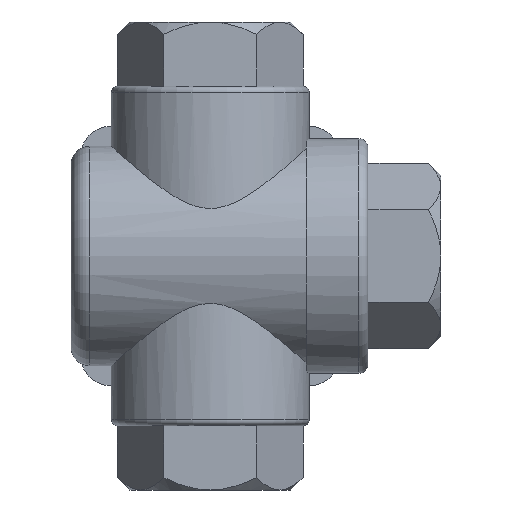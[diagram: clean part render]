
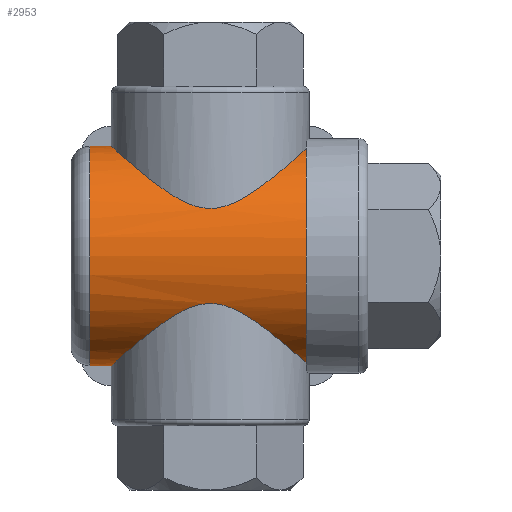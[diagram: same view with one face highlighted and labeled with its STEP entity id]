
A CAD part, front view. The second image highlights one B-rep face of the part: STEP entity #2953.
In plain terms, the highlighted cylindrical face has radius 17.75 mm (diameter 35.5 mm), a full revolution.
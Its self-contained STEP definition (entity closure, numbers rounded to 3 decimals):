
#35=B_SPLINE_CURVE_WITH_KNOTS('',3,(#4571,#4572,#4573,#4574,#4575,#4576,
#4577,#4578,#4579,#4580,#4581,#4582,#4583,#4584,#4585,#4586,#4587,#4588,
#4589,#4590,#4591,#4592,#4593,#4594),.UNSPECIFIED.,.F.,.F.,(4,1,1,1,1,1,
1,1,1,1,1,1,1,1,1,1,1,1,1,1,1,4),(0.,0.005,0.007,
0.009,0.014,0.018,0.02,
0.023,0.025,0.027,0.029,
0.032,0.034,0.036,0.041,
0.045,0.05,0.054,0.059,
0.063,0.068,0.072),.UNSPECIFIED.);
#37=B_SPLINE_CURVE_WITH_KNOTS('',3,(#4609,#4610,#4611,#4612,#4613,#4614,
#4615,#4616,#4617),.UNSPECIFIED.,.F.,.F.,(4,1,1,1,1,1,4),(0.005,
0.011,0.014,0.017,0.02,
0.023,0.028),.UNSPECIFIED.);
#38=B_SPLINE_CURVE_WITH_KNOTS('',3,(#4619,#4620,#4621,#4622,#4623,#4624,
#4625,#4626,#4627,#4628,#4629,#4630,#4631,#4632,#4633,#4634,#4635,#4636,
#4637,#4638,#4639,#4640),.UNSPECIFIED.,.F.,.F.,(4,1,1,1,1,1,1,1,1,1,1,1,
1,1,1,1,1,1,1,4),(0.029,0.033,0.038,
0.042,0.047,0.051,0.056,
0.06,0.065,0.069,0.072,
0.074,0.076,0.078,0.081,
0.083,0.087,0.092,0.097,
0.101),.UNSPECIFIED.);
#154=CYLINDRICAL_SURFACE('',#3197,17.75);
#230=CIRCLE('',#3198,17.75);
#231=CIRCLE('',#3199,17.75);
#486=ORIENTED_EDGE('',*,*,#1329,.T.);
#487=ORIENTED_EDGE('',*,*,#1334,.F.);
#488=ORIENTED_EDGE('',*,*,#1335,.T.);
#489=ORIENTED_EDGE('',*,*,#1336,.F.);
#490=ORIENTED_EDGE('',*,*,#1337,.T.);
#1329=EDGE_CURVE('',#1739,#1738,#35,.T.);
#1334=EDGE_CURVE('',#1743,#1738,#37,.T.);
#1335=EDGE_CURVE('',#1743,#1744,#38,.T.);
#1336=EDGE_CURVE('',#1739,#1744,#230,.T.);
#1337=EDGE_CURVE('',#1745,#1745,#231,.T.);
#1738=VERTEX_POINT('',#4570);
#1739=VERTEX_POINT('',#4595);
#1743=VERTEX_POINT('',#4618);
#1744=VERTEX_POINT('',#4641);
#1745=VERTEX_POINT('',#4644);
#2414=EDGE_LOOP('',(#486,#487,#488,#489));
#2415=EDGE_LOOP('',(#490));
#2637=FACE_BOUND('',#2414,.T.);
#2638=FACE_BOUND('',#2415,.T.);
#2953=ADVANCED_FACE('',(#2637,#2638),#154,.T.);
#3197=AXIS2_PLACEMENT_3D('',#4608,#3666,#3667);
#3198=AXIS2_PLACEMENT_3D('',#4642,#3668,#3669);
#3199=AXIS2_PLACEMENT_3D('',#4643,#3670,#3671);
#3666=DIRECTION('',(1.,0.,0.));
#3667=DIRECTION('',(0.,0.,-1.));
#3668=DIRECTION('',(1.,0.,0.));
#3669=DIRECTION('',(0.,0.,-1.));
#3670=DIRECTION('',(1.,0.,0.));
#3671=DIRECTION('',(0.,0.,-1.));
#4570=CARTESIAN_POINT('',(-5.059,15.179,9.201));
#4571=CARTESIAN_POINT('',(15.5,-3.969,17.301));
#4572=CARTESIAN_POINT('',(15.128,-5.422,16.967));
#4573=CARTESIAN_POINT('',(14.303,-7.403,16.231));
#4574=CARTESIAN_POINT('',(12.771,-9.71,14.901));
#4575=CARTESIAN_POINT('',(11.034,-11.716,13.431));
#4576=CARTESIAN_POINT('',(8.497,-13.737,11.394));
#4577=CARTESIAN_POINT('',(5.558,-15.111,9.372));
#4578=CARTESIAN_POINT('',(2.842,-15.796,8.111));
#4579=CARTESIAN_POINT('',(0.604,-16.044,7.593));
#4580=CARTESIAN_POINT('',(-1.697,-15.963,7.767));
#4581=CARTESIAN_POINT('',(-3.838,-15.58,8.527));
#4582=CARTESIAN_POINT('',(-5.778,-14.964,9.578));
#4583=CARTESIAN_POINT('',(-7.549,-14.15,10.751));
#4584=CARTESIAN_POINT('',(-9.178,-13.153,11.957));
#4585=CARTESIAN_POINT('',(-11.214,-11.54,13.573));
#4586=CARTESIAN_POINT('',(-13.379,-9.085,15.416));
#4587=CARTESIAN_POINT('',(-15.327,-5.26,17.142));
#4588=CARTESIAN_POINT('',(-16.203,-0.778,17.933));
#4589=CARTESIAN_POINT('',(-15.755,3.829,17.527));
#4590=CARTESIAN_POINT('',(-14.116,7.916,16.063));
#4591=CARTESIAN_POINT('',(-11.675,11.176,13.951));
#4592=CARTESIAN_POINT('',(-8.656,13.635,11.516));
#4593=CARTESIAN_POINT('',(-6.344,14.751,9.908));
#4594=CARTESIAN_POINT('',(-5.059,15.179,9.201));
#4595=CARTESIAN_POINT('',(15.5,-3.969,17.301));
#4608=CARTESIAN_POINT('',(25.5,0.,0.));
#4609=CARTESIAN_POINT('',(-5.059,15.179,-9.201));
#4610=CARTESIAN_POINT('',(-6.678,15.719,-8.311));
#4611=CARTESIAN_POINT('',(-8.715,16.728,-6.359));
#4612=CARTESIAN_POINT('',(-10.228,17.587,-2.892));
#4613=CARTESIAN_POINT('',(-10.634,17.83,-0.021));
#4614=CARTESIAN_POINT('',(-10.235,17.591,2.875));
#4615=CARTESIAN_POINT('',(-8.716,16.728,6.361));
#4616=CARTESIAN_POINT('',(-6.67,15.716,8.315));
#4617=CARTESIAN_POINT('',(-5.059,15.179,9.201));
#4618=CARTESIAN_POINT('',(-5.059,15.179,-9.201));
#4619=CARTESIAN_POINT('',(-5.059,15.179,-9.201));
#4620=CARTESIAN_POINT('',(-6.342,14.751,-9.906));
#4621=CARTESIAN_POINT('',(-8.653,13.638,-11.514));
#4622=CARTESIAN_POINT('',(-11.671,11.175,-13.948));
#4623=CARTESIAN_POINT('',(-14.083,7.969,-16.034));
#4624=CARTESIAN_POINT('',(-15.739,3.89,-17.513));
#4625=CARTESIAN_POINT('',(-16.206,-0.698,-17.937));
#4626=CARTESIAN_POINT('',(-15.348,-5.206,-17.161));
#4627=CARTESIAN_POINT('',(-13.406,-9.049,-15.439));
#4628=CARTESIAN_POINT('',(-10.783,-12.031,-13.208));
#4629=CARTESIAN_POINT('',(-8.135,-13.882,-11.139));
#4630=CARTESIAN_POINT('',(-5.784,-14.962,-9.581));
#4631=CARTESIAN_POINT('',(-3.834,-15.581,-8.524));
#4632=CARTESIAN_POINT('',(-1.687,-15.964,-7.764));
#4633=CARTESIAN_POINT('',(0.625,-16.044,-7.593));
#4634=CARTESIAN_POINT('',(2.87,-15.79,-8.122));
#4635=CARTESIAN_POINT('',(5.565,-15.107,-9.379));
#4636=CARTESIAN_POINT('',(8.508,-13.728,-11.403));
#4637=CARTESIAN_POINT('',(11.525,-11.326,-13.825));
#4638=CARTESIAN_POINT('',(14.002,-8.112,-15.963));
#4639=CARTESIAN_POINT('',(15.128,-5.42,-16.968));
#4640=CARTESIAN_POINT('',(15.5,-3.969,-17.301));
#4641=CARTESIAN_POINT('',(15.5,-3.969,-17.301));
#4642=CARTESIAN_POINT('',(15.5,0.,0.));
#4643=CARTESIAN_POINT('',(-19.5,0.,0.));
#4644=CARTESIAN_POINT('',(-19.5,0.,-17.75));
